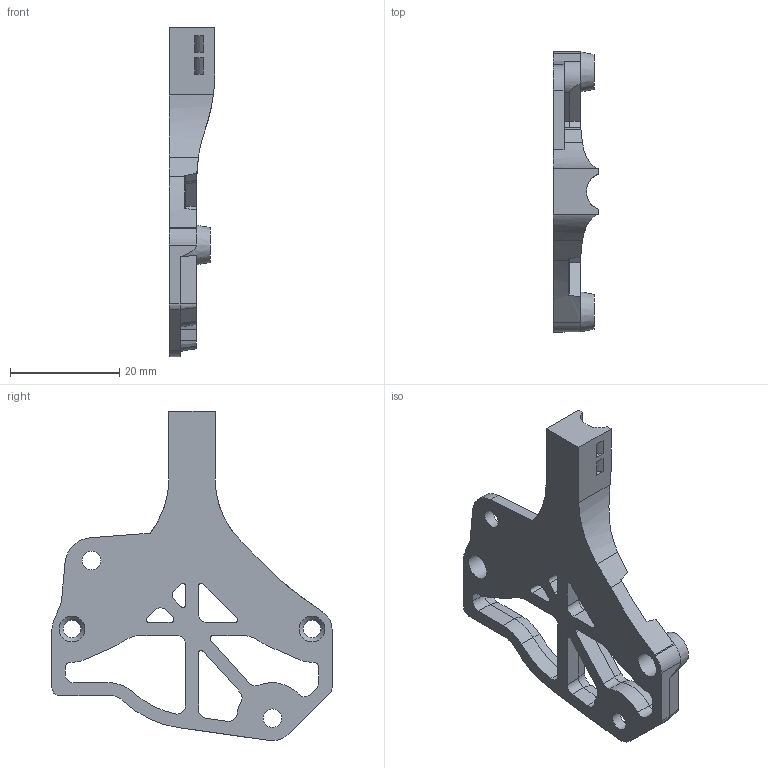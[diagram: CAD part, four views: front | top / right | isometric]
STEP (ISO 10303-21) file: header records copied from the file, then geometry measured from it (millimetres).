
FILE_DESCRIPTION(/* description */ (''),/* implementation_level */ '2;1');
FILE_NAME(/* name */ 'sht36_galileo_rear v4.step',/* time_stamp */ '2022-07-17T19:33:41+01:00',/* author */ (''),/* organization */ (''),/* preprocessor_version */ 'ST-DEVELOPER v19',/* originating_system */ 'Autodesk Translation Framework v11.7.0.108',/* authorisation */ '');
FILE_SCHEMA (('AUTOMOTIVE_DESIGN { 1 0 10303 214 3 1 1 }'));
Length unit declared in the file: millimetre
Products named in the file (2): sht36_galileo_rear; STH-36_sailfin_mounting_plate_strain_relief
Assembly tree (1 placements, depth 2):
  sht36_galileo_rear
    STH-36_sailfin_mounting_plate_strain_relief
Bounding box: 8.36 x 51.18 x 60.2 mm (x, y, z)
Volume: 5789.1 mm3; surface area: 5067.3 mm2
Topology: 1 solids, 1 shells, 211 faces, 551 edges, 342 vertices
Faces by surface type: plane 98, cylinder 66, cone 43, bspline 4
Full cylindrical faces by diameter (mm): 3.2 x2, 3.4 x2, 4.7 x2
Entity records: 6658 total; most frequent: CARTESIAN_POINT 1276, DIRECTION 1140, ORIENTED_EDGE 1102, EDGE_CURVE 551, AXIS2_PLACEMENT_3D 395, LINE 350, VECTOR 350, VERTEX_POINT 342
